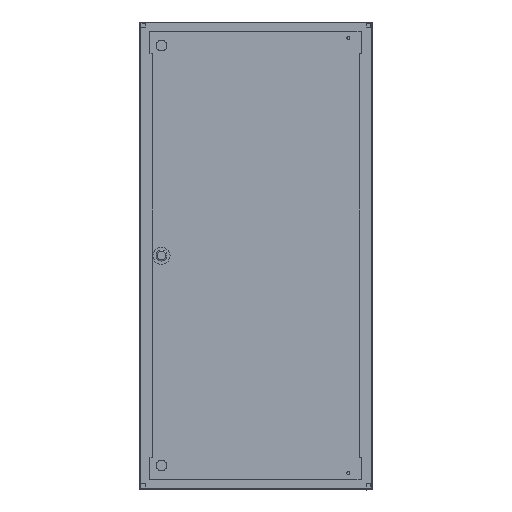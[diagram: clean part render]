
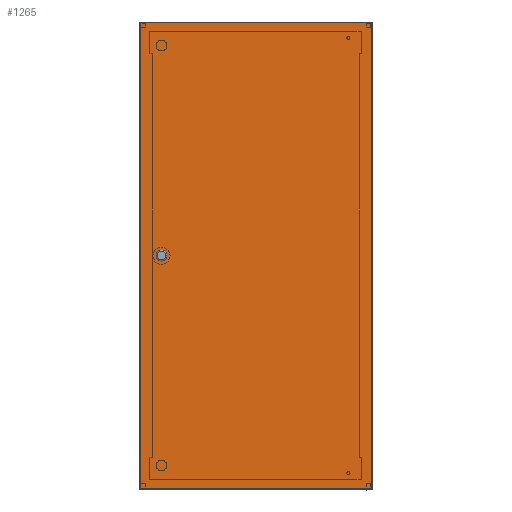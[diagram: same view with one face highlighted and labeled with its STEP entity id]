
A CAD part, top view. The second image highlights one B-rep face of the part: STEP entity #1265.
In plain terms, the highlighted face is planar.
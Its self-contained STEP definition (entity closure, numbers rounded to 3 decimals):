
#594 = FACE_BOUND ( 'NONE', #7388, .T. ) ;
#1265 = ADVANCED_FACE ( 'NONE', ( #594, #8458 ), #4862, .T. ) ;
#1411 = EDGE_CURVE ( 'NONE', #12436, #6455, #5443, .T. ) ;
#1773 = DIRECTION ( 'NONE',  ( 0., 0., -1. ) ) ;
#1818 = VERTEX_POINT ( 'NONE', #12018 ) ;
#2014 = VECTOR ( 'NONE', #9533, 1000. ) ;
#2096 = CARTESIAN_POINT ( 'NONE',  ( -297.5, 599.25, 0. ) ) ;
#2157 = CARTESIAN_POINT ( 'NONE',  ( 297.5, -599.25, 0. ) ) ;
#2389 = VERTEX_POINT ( 'NONE', #7062 ) ;
#2661 = ORIENTED_EDGE ( 'NONE', *, *, #14066, .F. ) ;
#2808 = CARTESIAN_POINT ( 'NONE',  ( 0., 0., 0. ) ) ;
#3006 = CARTESIAN_POINT ( 'NONE',  ( 297.5, 599.25, 0. ) ) ;
#3135 = AXIS2_PLACEMENT_3D ( 'NONE', #5162, #9699, #3977 ) ;
#3857 = ORIENTED_EDGE ( 'NONE', *, *, #1411, .F. ) ;
#3977 = DIRECTION ( 'NONE',  ( -1., 0., 0. ) ) ;
#4862 = PLANE ( 'NONE',  #10860 ) ;
#4886 = EDGE_CURVE ( 'NONE', #6455, #11246, #6310, .T. ) ;
#5094 = EDGE_CURVE ( 'NONE', #1818, #2389, #8813, .T. ) ;
#5162 = CARTESIAN_POINT ( 'NONE',  ( 242.5, 0., 0. ) ) ;
#5421 = CARTESIAN_POINT ( 'NONE',  ( 242.5, 0., 0. ) ) ;
#5443 = LINE ( 'NONE', #7718, #6879 ) ;
#5562 = VECTOR ( 'NONE', #12129, 1000. ) ;
#5665 = EDGE_CURVE ( 'NONE', #2389, #1818, #10165, .T. ) ;
#5810 = ORIENTED_EDGE ( 'NONE', *, *, #4886, .F. ) ;
#6310 = LINE ( 'NONE', #7403, #2014 ) ;
#6311 = DIRECTION ( 'NONE',  ( 0., 1., 0. ) ) ;
#6455 = VERTEX_POINT ( 'NONE', #12596 ) ;
#6879 = VECTOR ( 'NONE', #9639, 1000. ) ;
#6883 = VERTEX_POINT ( 'NONE', #10452 ) ;
#6888 = ORIENTED_EDGE ( 'NONE', *, *, #9904, .F. ) ;
#7062 = CARTESIAN_POINT ( 'NONE',  ( 228.5, 0., 0. ) ) ;
#7388 = EDGE_LOOP ( 'NONE', ( #7459, #13487 ) ) ;
#7403 = CARTESIAN_POINT ( 'NONE',  ( 297.5, -599.25, 0. ) ) ;
#7459 = ORIENTED_EDGE ( 'NONE', *, *, #5094, .F. ) ;
#7718 = CARTESIAN_POINT ( 'NONE',  ( -297.5, 599.25, 0. ) ) ;
#8302 = DIRECTION ( 'NONE',  ( -1., 0., 0. ) ) ;
#8458 = FACE_OUTER_BOUND ( 'NONE', #12246, .T. ) ;
#8649 = VECTOR ( 'NONE', #6311, 1000. ) ;
#8813 = CIRCLE ( 'NONE', #11602, 14. ) ;
#8877 = DIRECTION ( 'NONE',  ( -1., 0., 0. ) ) ;
#9533 = DIRECTION ( 'NONE',  ( 1., 0., 0. ) ) ;
#9639 = DIRECTION ( 'NONE',  ( 0., -1., 0. ) ) ;
#9699 = DIRECTION ( 'NONE',  ( 0., 0., -1. ) ) ;
#9868 = CARTESIAN_POINT ( 'NONE',  ( 297.5, 599.25, 0. ) ) ;
#9904 = EDGE_CURVE ( 'NONE', #11246, #6883, #12891, .T. ) ;
#10165 = CIRCLE ( 'NONE', #3135, 14. ) ;
#10452 = CARTESIAN_POINT ( 'NONE',  ( 297.5, 599.25, 0. ) ) ;
#10860 = AXIS2_PLACEMENT_3D ( 'NONE', #2808, #1773, #8302 ) ;
#11035 = LINE ( 'NONE', #9868, #5562 ) ;
#11246 = VERTEX_POINT ( 'NONE', #2157 ) ;
#11602 = AXIS2_PLACEMENT_3D ( 'NONE', #5421, #13325, #8877 ) ;
#12018 = CARTESIAN_POINT ( 'NONE',  ( 256.5, 0., 0. ) ) ;
#12129 = DIRECTION ( 'NONE',  ( -1., 0., 0. ) ) ;
#12246 = EDGE_LOOP ( 'NONE', ( #3857, #2661, #6888, #5810 ) ) ;
#12436 = VERTEX_POINT ( 'NONE', #2096 ) ;
#12596 = CARTESIAN_POINT ( 'NONE',  ( -297.5, -599.25, 0. ) ) ;
#12891 = LINE ( 'NONE', #3006, #8649 ) ;
#13325 = DIRECTION ( 'NONE',  ( 0., 0., -1. ) ) ;
#13487 = ORIENTED_EDGE ( 'NONE', *, *, #5665, .F. ) ;
#14066 = EDGE_CURVE ( 'NONE', #6883, #12436, #11035, .T. ) ;
